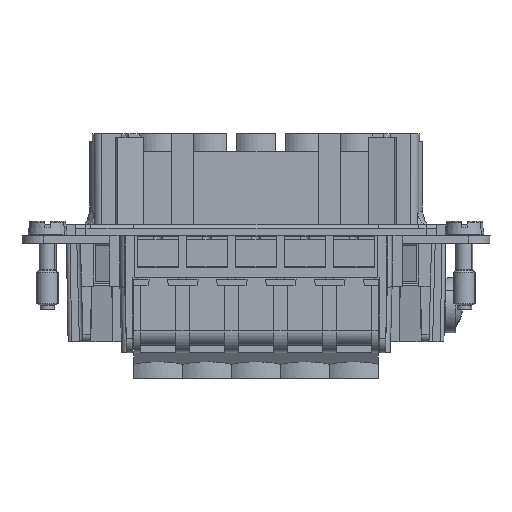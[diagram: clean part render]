
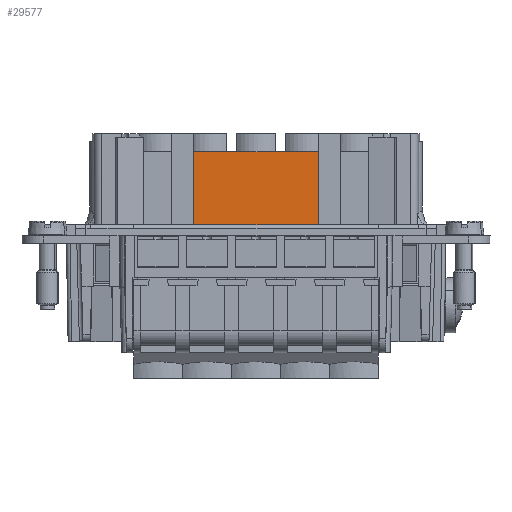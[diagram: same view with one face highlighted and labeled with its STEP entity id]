
A CAD part, left-side view. The second image highlights one B-rep face of the part: STEP entity #29577.
In plain terms, the highlighted planar face has unit normal (-1, 0, 0).
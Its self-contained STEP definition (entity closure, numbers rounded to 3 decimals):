
#29449=AXIS2_PLACEMENT_3D('Plane Axis2P3D',#29446,#29447,#29448) ;
#19051=CARTESIAN_POINT('Vertex',(8.4,22.7,31.)) ;
#19054=CARTESIAN_POINT('Line Origine',(8.4,22.7,25.25)) ;
#19058=CARTESIAN_POINT('Vertex',(8.4,22.7,19.5)) ;
#19125=CARTESIAN_POINT('Vertex',(8.4,41.3,19.5)) ;
#19128=CARTESIAN_POINT('Line Origine',(8.4,41.3,25.25)) ;
#19132=CARTESIAN_POINT('Vertex',(8.4,41.3,31.)) ;
#21315=CARTESIAN_POINT('Line Origine',(8.4,38.7,31.)) ;
#21319=CARTESIAN_POINT('Vertex',(8.4,36.1,31.)) ;
#21322=CARTESIAN_POINT('Line Origine',(8.4,35.725,31.)) ;
#21326=CARTESIAN_POINT('Vertex',(8.4,35.35,31.)) ;
#21329=CARTESIAN_POINT('Line Origine',(8.4,34.975,31.)) ;
#21333=CARTESIAN_POINT('Vertex',(8.4,34.6,31.)) ;
#21336=CARTESIAN_POINT('Line Origine',(8.4,32.,31.)) ;
#21340=CARTESIAN_POINT('Vertex',(8.4,29.4,31.)) ;
#21343=CARTESIAN_POINT('Line Origine',(8.4,29.025,31.)) ;
#21347=CARTESIAN_POINT('Vertex',(8.4,28.65,31.)) ;
#21350=CARTESIAN_POINT('Line Origine',(8.4,28.275,31.)) ;
#21354=CARTESIAN_POINT('Vertex',(8.4,27.9,31.)) ;
#21357=CARTESIAN_POINT('Line Origine',(8.4,25.3,31.)) ;
#29446=CARTESIAN_POINT('Axis2P3D Location',(8.4,21.95,18.5)) ;
#29544=CARTESIAN_POINT('Line Origine',(8.4,38.325,19.5)) ;
#29548=CARTESIAN_POINT('Vertex',(8.4,35.35,19.5)) ;
#29551=CARTESIAN_POINT('Line Origine',(8.4,32.,19.5)) ;
#29555=CARTESIAN_POINT('Vertex',(8.4,28.65,19.5)) ;
#29558=CARTESIAN_POINT('Line Origine',(8.4,25.675,19.5)) ;
#19055=DIRECTION('Vector Direction',(0.,0.,1.)) ;
#19129=DIRECTION('Vector Direction',(0.,0.,1.)) ;
#21316=DIRECTION('Vector Direction',(0.,-1.,0.)) ;
#21323=DIRECTION('Vector Direction',(0.,1.,0.)) ;
#21330=DIRECTION('Vector Direction',(0.,-1.,0.)) ;
#21337=DIRECTION('Vector Direction',(0.,-1.,0.)) ;
#21344=DIRECTION('Vector Direction',(0.,1.,0.)) ;
#21351=DIRECTION('Vector Direction',(0.,-1.,0.)) ;
#21358=DIRECTION('Vector Direction',(0.,-1.,0.)) ;
#29447=DIRECTION('Axis2P3D Direction',(-1.,0.,0.)) ;
#29448=DIRECTION('Axis2P3D XDirection',(0.,-1.,0.)) ;
#29545=DIRECTION('Vector Direction',(0.,-1.,0.)) ;
#29552=DIRECTION('Vector Direction',(0.,1.,0.)) ;
#29559=DIRECTION('Vector Direction',(0.,-1.,0.)) ;
#19056=VECTOR('Line Direction',#19055,1.) ;
#19130=VECTOR('Line Direction',#19129,1.) ;
#21317=VECTOR('Line Direction',#21316,1.) ;
#21324=VECTOR('Line Direction',#21323,1.) ;
#21331=VECTOR('Line Direction',#21330,1.) ;
#21338=VECTOR('Line Direction',#21337,1.) ;
#21345=VECTOR('Line Direction',#21344,1.) ;
#21352=VECTOR('Line Direction',#21351,1.) ;
#21359=VECTOR('Line Direction',#21358,1.) ;
#29546=VECTOR('Line Direction',#29545,1.) ;
#29553=VECTOR('Line Direction',#29552,1.) ;
#29560=VECTOR('Line Direction',#29559,1.) ;
#29564=ORIENTED_EDGE('',*,*,#29550,.T.) ;
#29565=ORIENTED_EDGE('',*,*,#29557,.F.) ;
#29566=ORIENTED_EDGE('',*,*,#29562,.T.) ;
#29567=ORIENTED_EDGE('',*,*,#19060,.T.) ;
#29568=ORIENTED_EDGE('',*,*,#21361,.F.) ;
#29569=ORIENTED_EDGE('',*,*,#21356,.F.) ;
#29570=ORIENTED_EDGE('',*,*,#21349,.T.) ;
#29571=ORIENTED_EDGE('',*,*,#21342,.F.) ;
#29572=ORIENTED_EDGE('',*,*,#21335,.F.) ;
#29573=ORIENTED_EDGE('',*,*,#21328,.T.) ;
#29574=ORIENTED_EDGE('',*,*,#21321,.F.) ;
#29575=ORIENTED_EDGE('',*,*,#19134,.F.) ;
#29577=ADVANCED_FACE('Hauptk\X2\00F6\X0\rper',(#29576),#29450,.T.) ;
#19060=EDGE_CURVE('',#19059,#19052,#19057,.T.) ;
#19134=EDGE_CURVE('',#19126,#19133,#19131,.T.) ;
#21321=EDGE_CURVE('',#19133,#21320,#21318,.T.) ;
#21328=EDGE_CURVE('',#21327,#21320,#21325,.T.) ;
#21335=EDGE_CURVE('',#21327,#21334,#21332,.T.) ;
#21342=EDGE_CURVE('',#21334,#21341,#21339,.T.) ;
#21349=EDGE_CURVE('',#21348,#21341,#21346,.T.) ;
#21356=EDGE_CURVE('',#21348,#21355,#21353,.T.) ;
#21361=EDGE_CURVE('',#21355,#19052,#21360,.T.) ;
#29550=EDGE_CURVE('',#19126,#29549,#29547,.T.) ;
#29557=EDGE_CURVE('',#29556,#29549,#29554,.T.) ;
#29562=EDGE_CURVE('',#29556,#19059,#29561,.T.) ;
#29563=EDGE_LOOP('',(#29564,#29565,#29566,#29567,#29568,#29569,#29570,#29571,#29572,#29573,#29574,#29575)) ;
#29576=FACE_OUTER_BOUND('',#29563,.T.) ;
#19057=LINE('Line',#19054,#19056) ;
#19131=LINE('Line',#19128,#19130) ;
#21318=LINE('Line',#21315,#21317) ;
#21325=LINE('Line',#21322,#21324) ;
#21332=LINE('Line',#21329,#21331) ;
#21339=LINE('Line',#21336,#21338) ;
#21346=LINE('Line',#21343,#21345) ;
#21353=LINE('Line',#21350,#21352) ;
#21360=LINE('Line',#21357,#21359) ;
#29547=LINE('Line',#29544,#29546) ;
#29554=LINE('Line',#29551,#29553) ;
#29561=LINE('Line',#29558,#29560) ;
#29450=PLANE('',#29449) ;
#19052=VERTEX_POINT('',#19051) ;
#19059=VERTEX_POINT('',#19058) ;
#19126=VERTEX_POINT('',#19125) ;
#19133=VERTEX_POINT('',#19132) ;
#21320=VERTEX_POINT('',#21319) ;
#21327=VERTEX_POINT('',#21326) ;
#21334=VERTEX_POINT('',#21333) ;
#21341=VERTEX_POINT('',#21340) ;
#21348=VERTEX_POINT('',#21347) ;
#21355=VERTEX_POINT('',#21354) ;
#29549=VERTEX_POINT('',#29548) ;
#29556=VERTEX_POINT('',#29555) ;
